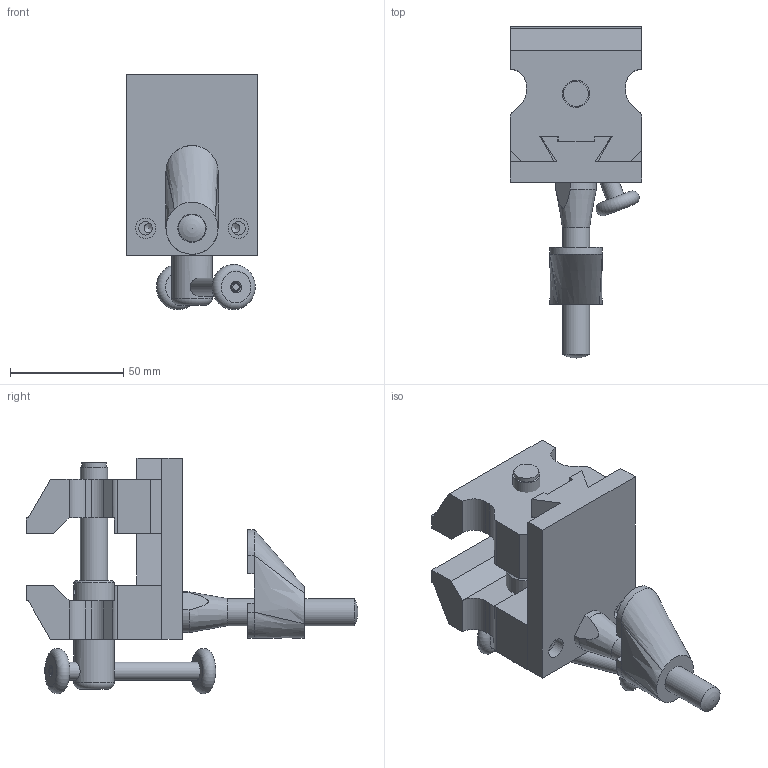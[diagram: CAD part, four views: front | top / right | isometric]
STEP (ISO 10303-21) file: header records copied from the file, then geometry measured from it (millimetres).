
FILE_DESCRIPTION(/* description */ (''),/* implementation_level */ '2;1');
FILE_NAME(/* name */ 'Assieme_Morsa.stp',/* time_stamp */ '2025-11-15T20:17:56+01:00',/* author */ ('savfu'),/* organization */ (''),/* preprocessor_version */ 'ST-DEVELOPER v20',/* originating_system */ 'Autodesk Inventor 2025',/* authorisation */ '');
FILE_SCHEMA (('AUTOMOTIVE_DESIGN { 1 0 10303 214 3 1 1 }'));
Length unit declared in the file: millimetre
Products named in the file (10): Assieme_Morsa; ANELLO_DI_FERMO_5; Asta_Parte13; ganascia_mobile_Parte3; ganascia_Parte2; Parte1_base; Parte4_PERNO; Parte5_leva; Staffa_Parte9; BOTTONE_Parte8
Assembly tree (10 placements, depth 2):
  Assieme_Morsa
    ANELLO_DI_FERMO_5
    Asta_Parte13
    BOTTONE_Parte8  x2
    ganascia_mobile_Parte3
    ganascia_Parte2
    Parte1_base
    Parte4_PERNO
    Parte5_leva
    Staffa_Parte9
Bounding box: 58 x 146.61 x 104 mm (x, y, z)
Volume: 217797.5 mm3; surface area: 60022.6 mm2
Topology: 10 solids, 10 shells, 166 faces, 403 edges, 262 vertices
Faces by surface type: plane 94, cylinder 49, cone 15, bspline 4, torus 3, sphere 1
Full cylindrical faces by diameter (mm): 3 x2, 4 x2, 4.134 x6, 5 x2, 6 x2, 8 x2, 9 x2, 10 x1, 10.106 x2, 11 x1, 12 x4, 12.5 x2, 13 x1, 18 x2
Entity records: 5540 total; most frequent: CARTESIAN_POINT 1218, DIRECTION 840, ORIENTED_EDGE 772, EDGE_CURVE 386, AXIS2_PLACEMENT_3D 295, VERTEX_POINT 255, LINE 250, VECTOR 250
